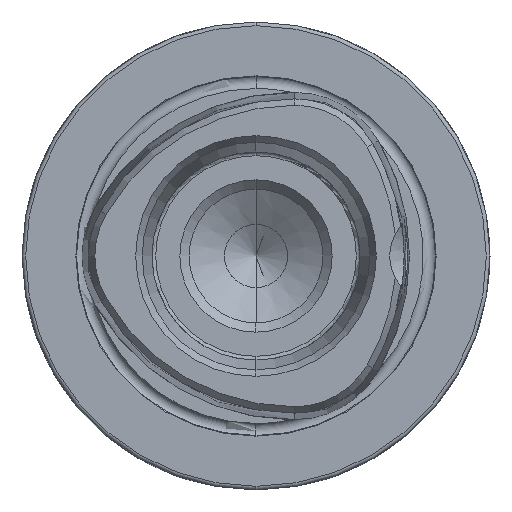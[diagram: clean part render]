
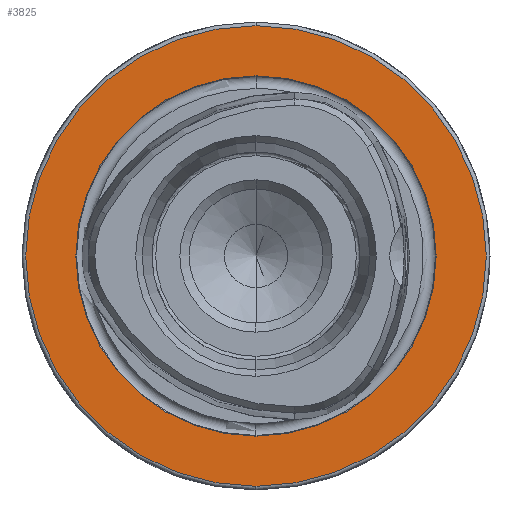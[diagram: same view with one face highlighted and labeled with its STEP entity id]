
A CAD part, left-side view. The second image highlights one B-rep face of the part: STEP entity #3825.
In plain terms, the highlighted planar face has unit normal (-1, 0, 0).
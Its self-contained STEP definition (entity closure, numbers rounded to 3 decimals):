
#312 = CARTESIAN_POINT ( 'NONE',  ( 0., 24.25, 0. ) ) ;
#315 = PLANE ( 'NONE',  #3232 ) ;
#317 = DIRECTION ( 'NONE',  ( 1., 0., 0. ) ) ;
#318 = DIRECTION ( 'NONE',  ( 0., 0., -1. ) ) ;
#654 = VERTEX_POINT ( 'NONE', #3055 ) ;
#990 = FACE_OUTER_BOUND ( 'NONE', #6357, .T. ) ;
#997 = FACE_BOUND ( 'NONE', #6609, .T. ) ;
#1418 = CIRCLE ( 'NONE', #4128, 24.25 ) ;
#1628 = CIRCLE ( 'NONE', #2746, 31. ) ;
#2165 = CARTESIAN_POINT ( 'NONE',  ( 0., 0., 0. ) ) ;
#2166 = DIRECTION ( 'NONE',  ( -1., 0., 0. ) ) ;
#2167 = DIRECTION ( 'NONE',  ( 0., 0., 1. ) ) ;
#2492 = CIRCLE ( 'NONE', #3234, 24.25 ) ;
#2560 = CIRCLE ( 'NONE', #3310, 31. ) ;
#2746 = AXIS2_PLACEMENT_3D ( 'NONE', #7425, #7426, #7427 ) ;
#3055 = CARTESIAN_POINT ( 'NONE',  ( 0., 0., 24.25 ) ) ;
#3232 = AXIS2_PLACEMENT_3D ( 'NONE', #312, #317, #318 ) ;
#3234 = AXIS2_PLACEMENT_3D ( 'NONE', #5797, #5969, #5891 ) ;
#3310 = AXIS2_PLACEMENT_3D ( 'NONE', #8766, #8787, #8797 ) ;
#3328 = EDGE_CURVE ( 'NONE', #4073, #654, #2492, .T. ) ;
#3408 = EDGE_CURVE ( 'NONE', #6586, #8482, #2560, .T. ) ;
#3604 = ORIENTED_EDGE ( 'NONE', *, *, #3408, .T. ) ;
#3825 = ADVANCED_FACE ( 'NONE', ( #997, #990 ), #315, .F. ) ;
#4073 = VERTEX_POINT ( 'NONE', #7928 ) ;
#4128 = AXIS2_PLACEMENT_3D ( 'NONE', #2165, #2166, #2167 ) ;
#4416 = CARTESIAN_POINT ( 'NONE',  ( 0., 0., -31. ) ) ;
#5110 = ORIENTED_EDGE ( 'NONE', *, *, #3328, .F. ) ;
#5263 = ORIENTED_EDGE ( 'NONE', *, *, #6764, .F. ) ;
#5266 = ORIENTED_EDGE ( 'NONE', *, *, #6982, .T. ) ;
#5797 = CARTESIAN_POINT ( 'NONE',  ( 0., 0., 0. ) ) ;
#5891 = DIRECTION ( 'NONE',  ( 0., 0., 1. ) ) ;
#5969 = DIRECTION ( 'NONE',  ( -1., 0., 0. ) ) ;
#6357 = EDGE_LOOP ( 'NONE', ( #3604, #5266 ) ) ;
#6586 = VERTEX_POINT ( 'NONE', #8240 ) ;
#6609 = EDGE_LOOP ( 'NONE', ( #5263, #5110 ) ) ;
#6764 = EDGE_CURVE ( 'NONE', #654, #4073, #1418, .T. ) ;
#6982 = EDGE_CURVE ( 'NONE', #8482, #6586, #1628, .T. ) ;
#7425 = CARTESIAN_POINT ( 'NONE',  ( 0., 0., 0. ) ) ;
#7426 = DIRECTION ( 'NONE',  ( -1., 0., 0. ) ) ;
#7427 = DIRECTION ( 'NONE',  ( 0., 0., 1. ) ) ;
#7928 = CARTESIAN_POINT ( 'NONE',  ( 0., 0., -24.25 ) ) ;
#8240 = CARTESIAN_POINT ( 'NONE',  ( 0., 0., 31. ) ) ;
#8482 = VERTEX_POINT ( 'NONE', #4416 ) ;
#8766 = CARTESIAN_POINT ( 'NONE',  ( 0., 0., 0. ) ) ;
#8787 = DIRECTION ( 'NONE',  ( -1., 0., 0. ) ) ;
#8797 = DIRECTION ( 'NONE',  ( 0., 0., 1. ) ) ;
